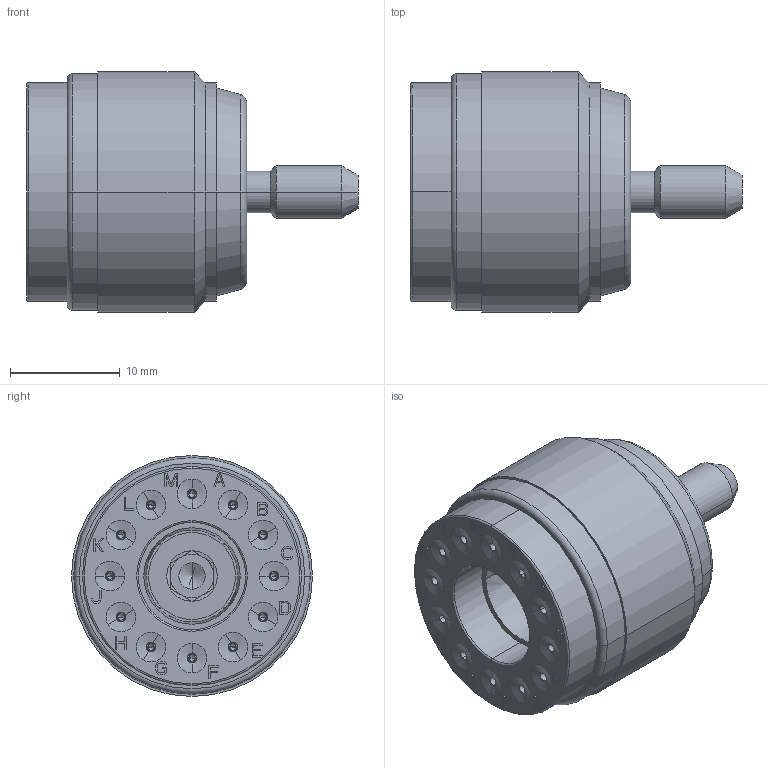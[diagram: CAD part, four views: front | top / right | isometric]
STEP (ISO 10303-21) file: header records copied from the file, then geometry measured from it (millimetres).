
FILE_DESCRIPTION((''),'2;1');
FILE_NAME('00117427900','2020-07-02T',('presta_be4'),(''),'CREO PARAMETRIC BY PTC INC, 2018360','CREO PARAMETRIC BY PTC INC, 2018360','');
FILE_SCHEMA(('CONFIG_CONTROL_DESIGN'));
Length unit declared in the file: millimetre
Products named in the file (1): 00117427900
Bounding box: 30.32 x 22 x 22 mm (x, y, z)
Volume: 5382.4 mm3; surface area: 6198.2 mm2
Topology: 2 solids, 4 shells, 2568 faces, 6393 edges, 3910 vertices
Faces by surface type: plane 1356, cylinder 558, cone 416, torus 238
Entity records: 77265 total; most frequent: CARTESIAN_POINT 15313, DIRECTION 13521, ORIENTED_EDGE 12682, EDGE_CURVE 6341, AXIS2_PLACEMENT_3D 5054, VERTEX_POINT 3910, VECTOR 3413, LINE 3413
